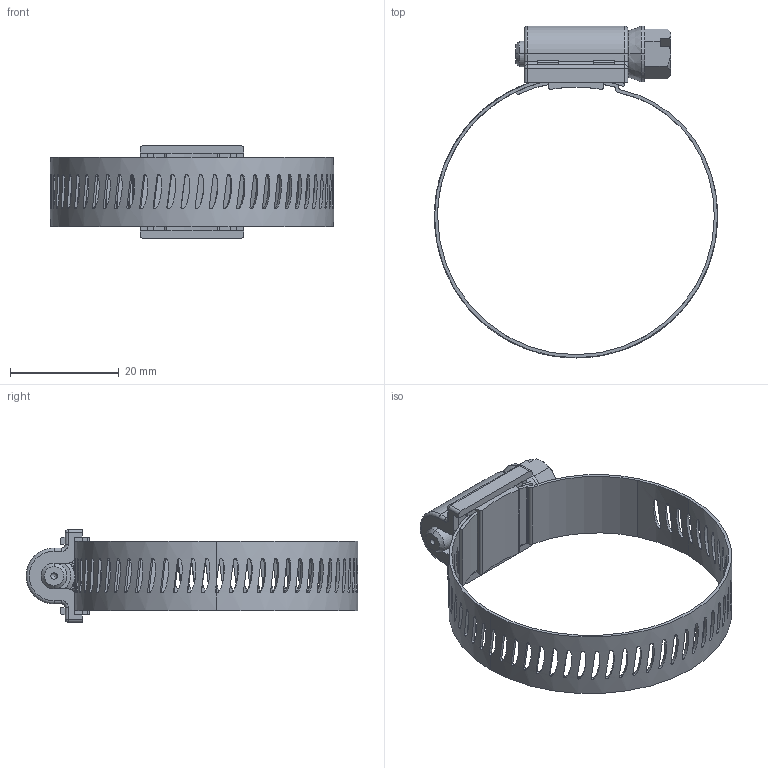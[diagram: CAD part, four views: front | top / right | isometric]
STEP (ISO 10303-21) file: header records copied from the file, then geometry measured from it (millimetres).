
FILE_DESCRIPTION (( 'STEP AP203' ), '1' );
FILE_NAME ('5011T17.step', '2015-07-27T16:20:56', ( '' ), ( '' ), 'SwSTEP 2.0', 'SolidWorks 2014', '' );
FILE_SCHEMA (( 'CONFIG_CONTROL_DESIGN' ));
Length unit declared in the file: inch
Products named in the file (1): 5011T17
Bounding box: 51.97 x 60.94 x 17.02 mm (x, y, z)
Volume: 3348.7 mm3; surface area: 7456.1 mm2
Topology: 4 solids, 4 shells, 387 faces, 1094 edges, 715 vertices
Faces by surface type: bspline 156, plane 136, cylinder 66, cone 16, torus 8, sphere 5
Entity records: 25796 total; most frequent: CARTESIAN_POINT 17373, ORIENTED_EDGE 2174, EDGE_CURVE 1087, DIRECTION 1007, VERTEX_POINT 713, B_SPLINE_CURVE_WITH_KNOTS 544, EDGE_LOOP 494, ADVANCED_FACE 387
